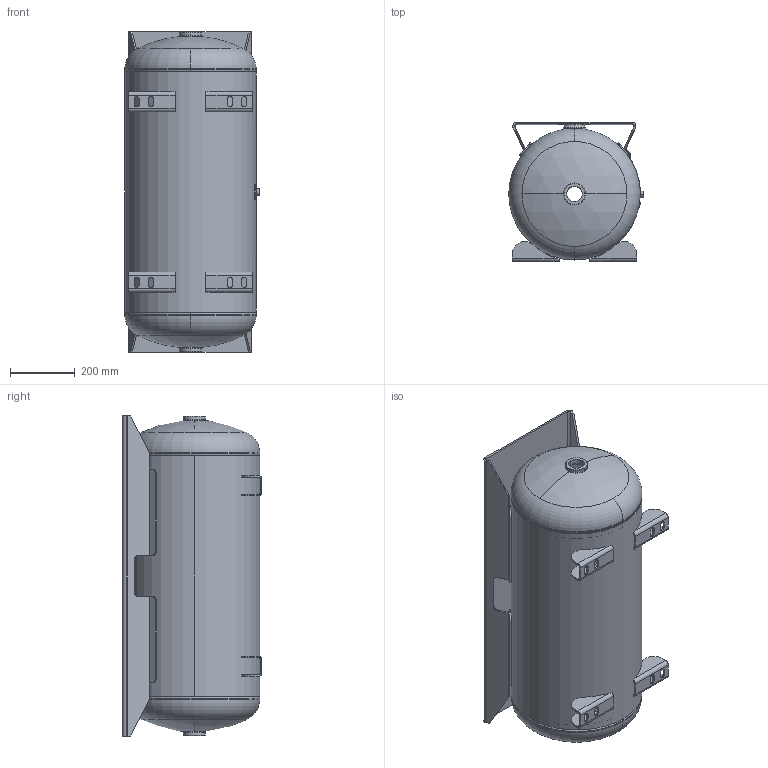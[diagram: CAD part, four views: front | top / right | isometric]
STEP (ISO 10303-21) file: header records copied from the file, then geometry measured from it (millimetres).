
FILE_DESCRIPTION (( 'STEP AP203' ), '1' );
FILE_NAME ('302472.STEP', '2012-03-06T17:17:14', ( '' ), ( '' ), 'SwSTEP 2.0', 'SolidWorks 2011', '' );
FILE_SCHEMA (( 'CONFIG_CONTROL_DESIGN' ));
Length unit declared in the file: inch
Products named in the file (1): 302472
Bounding box: 415.93 x 431.95 x 990.6 mm (x, y, z)
Surface area: 3635229.6 mm2 (no closed solid volume)
Topology: 0 solids, 27 shells, 315 faces, 901 edges, 598 vertices
Faces by surface type: plane 152, cylinder 111, torus 32, bspline 16, sphere 4
Full cylindrical faces by diameter (mm): 400.253 x1, 406.4 x1
Entity records: 13274 total; most frequent: CARTESIAN_POINT 5109, DIRECTION 1704, ORIENTED_EDGE 1522, EDGE_CURVE 901, AXIS2_PLACEMENT_3D 616, VERTEX_POINT 598, LINE 472, VECTOR 472
